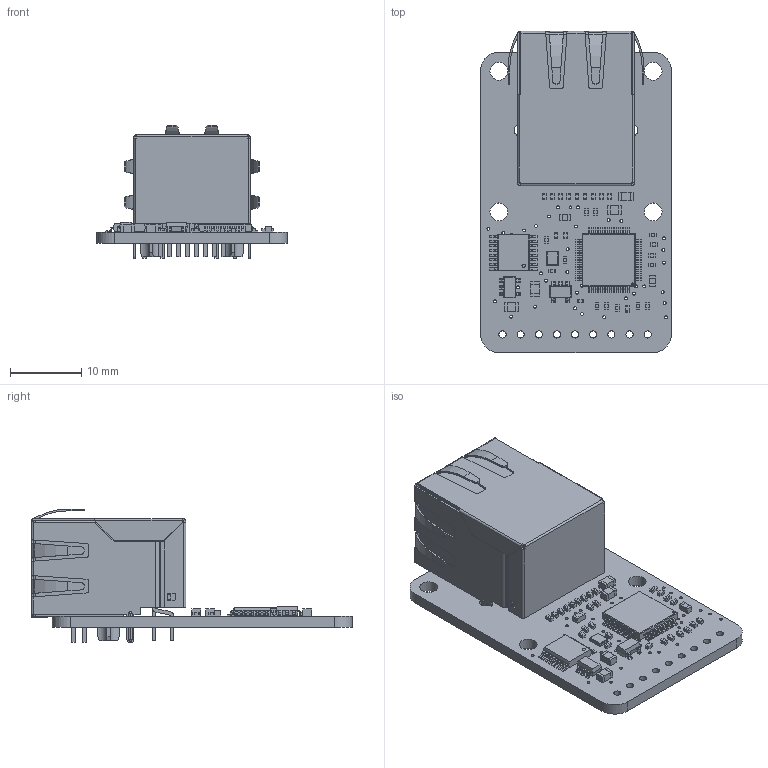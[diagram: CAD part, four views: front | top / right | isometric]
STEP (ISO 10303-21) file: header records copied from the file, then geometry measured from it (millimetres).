
FILE_DESCRIPTION(/* description */ (''),/* implementation_level */ '2;1');
FILE_NAME(/* name */ 'PCB Component.step',/* time_stamp */ '2025-06-10T15:30:04-04:00',/* author */ (''),/* organization */ (''),/* preprocessor_version */ 'ST-DEVELOPER v20.1',/* originating_system */ 'Autodesk Translation Framework v14.10.0.0',/* authorisation */ '');
FILE_SCHEMA (('AUTOMOTIVE_DESIGN { 1 0 10303 214 3 1 1 }'));
Products named in the file (11): PCB Component; Board; W5500; RB1-125BAG1A; 25MHz 8pF; 10K; 10uF; 74AHC1G125; ferrite; 74HC4050PWR; AP2112K-3.3
Assembly tree (40 placements, depth 2):
  PCB Component
    Board
    W5500
    RB1-125BAG1A
    25MHz 8pF
    10K  x27
    10uF  x4
    74AHC1G125
    ferrite  x2
    74HC4050PWR
    AP2112K-3.3
Bounding box: 26.67 x 44.93 x 18.73 mm (x, y, z)
Volume: 4260.4 mm3; surface area: 8494.2 mm2
Topology: 127 solids, 127 shells, 2452 faces, 6146 edges, 3986 vertices
Faces by surface type: plane 1851, cylinder 548, bspline 49, sphere 4
Full cylindrical faces by diameter (mm): 0.3 x1, 0.4 x53, 0.463 x1, 0.9 x8, 1 x13, 1.6 x2, 2.5 x4, 3.2 x2
Entity records: 62202 total; most frequent: CARTESIAN_POINT 12076, ORIENTED_EDGE 10124, DIRECTION 9896, EDGE_CURVE 5062, LINE 3948, VECTOR 3948, VERTEX_POINT 3266, AXIS2_PLACEMENT_3D 2974
